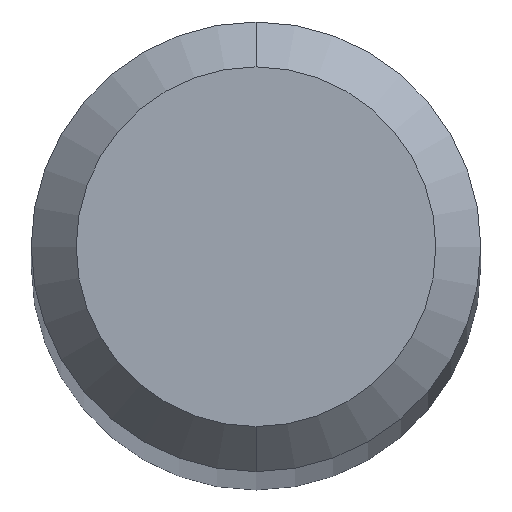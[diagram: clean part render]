
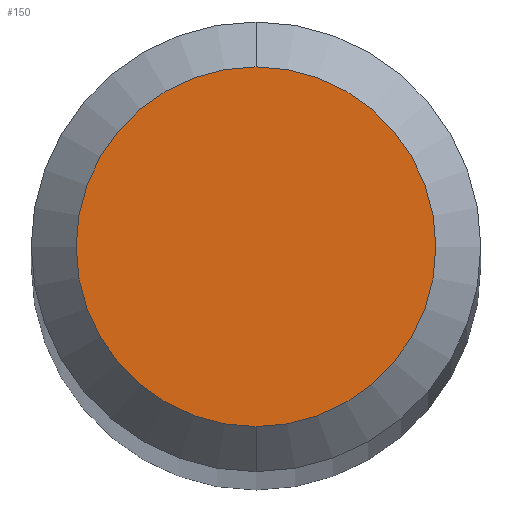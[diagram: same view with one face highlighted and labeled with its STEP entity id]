
A CAD part, top view. The second image highlights one B-rep face of the part: STEP entity #150.
In plain terms, the highlighted planar face has unit normal (0, 0, 1).
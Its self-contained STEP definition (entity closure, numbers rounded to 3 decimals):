
#23 = AXIS2_PLACEMENT_3D ( 'NONE', #112, #148, #41 ) ;
#25 = DIRECTION ( 'NONE',  ( 0., 0., 1. ) ) ;
#34 = CIRCLE ( 'NONE', #23, 1.082 ) ;
#36 = CARTESIAN_POINT ( 'NONE',  ( 0., 1.353, 0. ) ) ;
#41 = DIRECTION ( 'NONE',  ( 0., 1., 0. ) ) ;
#60 = PLANE ( 'NONE',  #82 ) ;
#61 = VERTEX_POINT ( 'NONE', #149 ) ;
#68 = FACE_OUTER_BOUND ( 'NONE', #192, .T. ) ;
#71 = VERTEX_POINT ( 'NONE', #111 ) ;
#76 = AXIS2_PLACEMENT_3D ( 'NONE', #191, #25, #154 ) ;
#79 = ORIENTED_EDGE ( 'NONE', *, *, #87, .T. ) ;
#82 = AXIS2_PLACEMENT_3D ( 'NONE', #36, #91, #170 ) ;
#87 = EDGE_CURVE ( 'NONE', #71, #61, #34, .T. ) ;
#91 = DIRECTION ( 'NONE',  ( 0., 0., -1. ) ) ;
#111 = CARTESIAN_POINT ( 'NONE',  ( 0., -1.082, 0. ) ) ;
#112 = CARTESIAN_POINT ( 'NONE',  ( 0., 0., 0. ) ) ;
#123 = ORIENTED_EDGE ( 'NONE', *, *, #213, .T. ) ;
#148 = DIRECTION ( 'NONE',  ( 0., 0., 1. ) ) ;
#149 = CARTESIAN_POINT ( 'NONE',  ( 0., 1.082, 0. ) ) ;
#150 = ADVANCED_FACE ( 'NONE', ( #68 ), #60, .F. ) ;
#154 = DIRECTION ( 'NONE',  ( 0., 1., 0. ) ) ;
#158 = CIRCLE ( 'NONE', #76, 1.082 ) ;
#170 = DIRECTION ( 'NONE',  ( 0., 1., 0. ) ) ;
#191 = CARTESIAN_POINT ( 'NONE',  ( 0., 0., 0. ) ) ;
#192 = EDGE_LOOP ( 'NONE', ( #123, #79 ) ) ;
#213 = EDGE_CURVE ( 'NONE', #61, #71, #158, .T. ) ;
